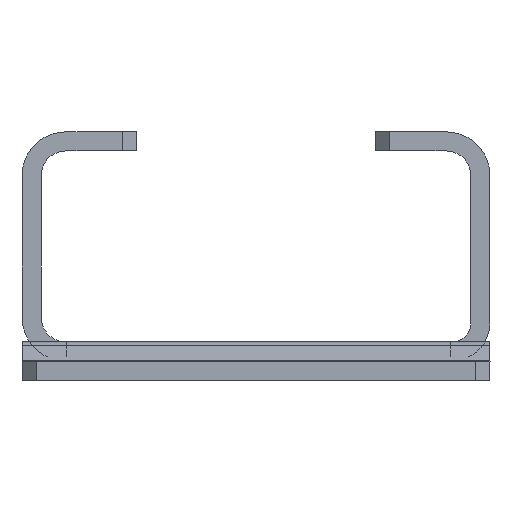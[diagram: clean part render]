
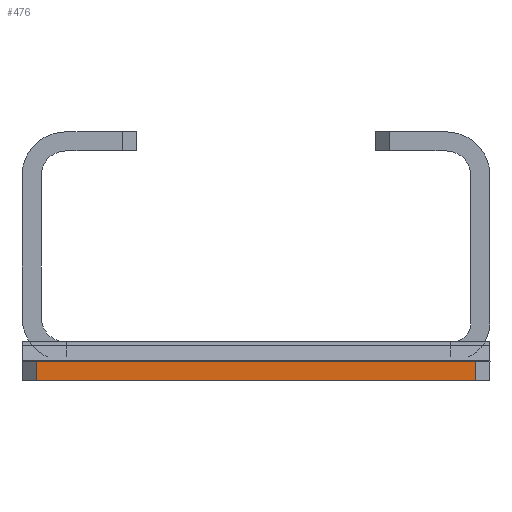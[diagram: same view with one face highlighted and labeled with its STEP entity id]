
A CAD part, left-side view. The second image highlights one B-rep face of the part: STEP entity #476.
In plain terms, the highlighted planar face has unit normal (-1, 0, 0).
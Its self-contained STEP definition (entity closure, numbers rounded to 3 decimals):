
#390=FACE_OUTER_BOUND('',#2145,.T.);
#476=ADVANCED_FACE('',(#390),#761,.F.);
#761=PLANE('',#6650);
#2145=EDGE_LOOP('',(#3396,#3397,#3398,#3399));
#3396=ORIENTED_EDGE('',*,*,#4558,.F.);
#3397=ORIENTED_EDGE('',*,*,#5208,.T.);
#3398=ORIENTED_EDGE('',*,*,#4578,.T.);
#3399=ORIENTED_EDGE('',*,*,#5209,.T.);
#3964=VERTEX_POINT('',#8675);
#3965=VERTEX_POINT('',#8677);
#3984=VERTEX_POINT('',#8717);
#3985=VERTEX_POINT('',#8718);
#4558=EDGE_CURVE('',#3964,#3965,#5722,.T.);
#4578=EDGE_CURVE('',#3984,#3985,#5734,.T.);
#5208=EDGE_CURVE('',#3964,#3984,#5890,.T.);
#5209=EDGE_CURVE('',#3985,#3965,#5891,.T.);
#5722=LINE('',#8676,#5919);
#5734=LINE('',#8716,#5931);
#5890=LINE('',#9968,#6087);
#5891=LINE('',#9969,#6088);
#5919=VECTOR('',#6909,1.);
#5931=VECTOR('',#6939,1.);
#6087=VECTOR('',#8143,1.);
#6088=VECTOR('',#8144,1.);
#6650=AXIS2_PLACEMENT_3D('',#9970,#8145,#8146);
#6909=DIRECTION('',(0.,1.,0.));
#6939=DIRECTION('',(0.,1.,0.));
#8143=DIRECTION('',(0.,0.,1.));
#8144=DIRECTION('',(0.,0.,-1.));
#8145=DIRECTION('',(1.,0.,0.));
#8146=DIRECTION('',(0.,0.,-1.));
#8675=CARTESIAN_POINT('',(-480.5,-23.,-2.));
#8676=CARTESIAN_POINT('',(-480.5,-24.5,-2.));
#8677=CARTESIAN_POINT('',(-480.5,23.,-2.));
#8716=CARTESIAN_POINT('',(-480.5,-24.5,0.));
#8717=CARTESIAN_POINT('',(-480.5,-23.,0.));
#8718=CARTESIAN_POINT('',(-480.5,23.,0.));
#9968=CARTESIAN_POINT('',(-480.5,-23.,-2.));
#9969=CARTESIAN_POINT('',(-480.5,23.,-2.));
#9970=CARTESIAN_POINT('',(-480.5,-24.5,-2.));
